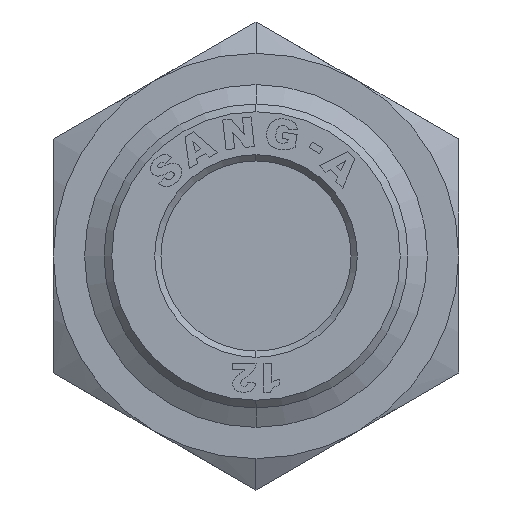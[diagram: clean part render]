
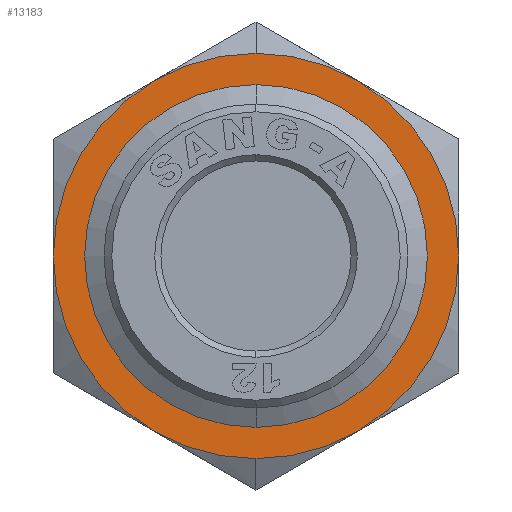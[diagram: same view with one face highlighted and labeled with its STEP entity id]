
A CAD part, left-side view. The second image highlights one B-rep face of the part: STEP entity #13183.
In plain terms, the highlighted face is planar.
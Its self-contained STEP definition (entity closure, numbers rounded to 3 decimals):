
#363=CARTESIAN_POINT('',(-10.993,0.,-18.78));
#364=VERTEX_POINT('',#363);
#372=CARTESIAN_POINT('',(10.993,0.,-18.78));
#373=VERTEX_POINT('',#372);
#380=CARTESIAN_POINT('',(0.,0.,-18.78));
#381=DIRECTION('',(0.0,0.0,-1.0));
#382=DIRECTION('',(-1.0,0.0,0.0));
#383=AXIS2_PLACEMENT_3D('',#380,#381,#382);
#384=CIRCLE('',#383,10.993);
#385=EDGE_CURVE('',#373,#364,#384,.T.);
#707=CARTESIAN_POINT('',(-13.,0.,-18.78));
#708=VERTEX_POINT('',#707);
#717=CARTESIAN_POINT('',(-11.258,-6.5,-18.78));
#718=VERTEX_POINT('',#717);
#719=CARTESIAN_POINT('',(0.,0.,-18.78));
#720=DIRECTION('',(0.0,0.0,-1.0));
#721=DIRECTION('',(-1.0,0.0,0.0));
#722=AXIS2_PLACEMENT_3D('',#719,#720,#721);
#723=CIRCLE('',#722,13.);
#724=EDGE_CURVE('',#718,#708,#723,.T.);
#749=CARTESIAN_POINT('',(13.,0.,-18.78));
#750=VERTEX_POINT('',#749);
#757=CARTESIAN_POINT('',(11.258,-6.5,-18.78));
#758=VERTEX_POINT('',#757);
#772=CARTESIAN_POINT('',(0.,0.,-18.78));
#773=DIRECTION('',(0.0,0.0,-1.0));
#774=DIRECTION('',(-1.0,0.0,0.0));
#775=AXIS2_PLACEMENT_3D('',#772,#773,#774);
#776=CIRCLE('',#775,13.);
#777=EDGE_CURVE('',#750,#758,#776,.T.);
#13114=CARTESIAN_POINT('',(7.506,-13.,-18.78));
#13115=DIRECTION('',(0.0,0.0,1.0));
#13116=DIRECTION('',(-1.0,0.0,0.0));
#13117=AXIS2_PLACEMENT_3D('',#13114,#13115,#13116);
#13118=PLANE('',#13117);
#13119=CARTESIAN_POINT('',(0.,-13.,-18.78));
#13120=VERTEX_POINT('',#13119);
#13121=CARTESIAN_POINT('',(0.,0.,-18.78));
#13122=DIRECTION('',(0.0,0.0,-1.0));
#13123=DIRECTION('',(-1.0,0.0,0.0));
#13124=AXIS2_PLACEMENT_3D('',#13121,#13122,#13123);
#13125=CIRCLE('',#13124,13.);
#13126=EDGE_CURVE('',#758,#13120,#13125,.T.);
#13127=ORIENTED_EDGE('',*,*,#13126,.T.);
#13128=CARTESIAN_POINT('',(0.,0.,-18.78));
#13129=DIRECTION('',(0.0,0.0,-1.0));
#13130=DIRECTION('',(-1.0,0.0,0.0));
#13131=AXIS2_PLACEMENT_3D('',#13128,#13129,#13130);
#13132=CIRCLE('',#13131,13.);
#13133=EDGE_CURVE('',#13120,#718,#13132,.T.);
#13134=ORIENTED_EDGE('',*,*,#13133,.T.);
#13135=ORIENTED_EDGE('',*,*,#724,.T.);
#13136=CARTESIAN_POINT('',(-11.258,6.5,-18.78));
#13137=VERTEX_POINT('',#13136);
#13138=CARTESIAN_POINT('',(0.,0.,-18.78));
#13139=DIRECTION('',(0.0,0.0,-1.0));
#13140=DIRECTION('',(-1.0,0.0,0.0));
#13141=AXIS2_PLACEMENT_3D('',#13138,#13139,#13140);
#13142=CIRCLE('',#13141,13.);
#13143=EDGE_CURVE('',#708,#13137,#13142,.T.);
#13144=ORIENTED_EDGE('',*,*,#13143,.T.);
#13145=CARTESIAN_POINT('',(0.,13.,-18.78));
#13146=VERTEX_POINT('',#13145);
#13147=CARTESIAN_POINT('',(0.,0.,-18.78));
#13148=DIRECTION('',(0.0,0.0,-1.0));
#13149=DIRECTION('',(-1.0,0.0,0.0));
#13150=AXIS2_PLACEMENT_3D('',#13147,#13148,#13149);
#13151=CIRCLE('',#13150,13.);
#13152=EDGE_CURVE('',#13137,#13146,#13151,.T.);
#13153=ORIENTED_EDGE('',*,*,#13152,.T.);
#13154=CARTESIAN_POINT('',(11.258,6.5,-18.78));
#13155=VERTEX_POINT('',#13154);
#13156=CARTESIAN_POINT('',(0.,0.,-18.78));
#13157=DIRECTION('',(0.0,0.0,-1.0));
#13158=DIRECTION('',(-1.0,0.0,0.0));
#13159=AXIS2_PLACEMENT_3D('',#13156,#13157,#13158);
#13160=CIRCLE('',#13159,13.);
#13161=EDGE_CURVE('',#13146,#13155,#13160,.T.);
#13162=ORIENTED_EDGE('',*,*,#13161,.T.);
#13163=CARTESIAN_POINT('',(0.,0.,-18.78));
#13164=DIRECTION('',(0.0,0.0,-1.0));
#13165=DIRECTION('',(-1.0,0.0,0.0));
#13166=AXIS2_PLACEMENT_3D('',#13163,#13164,#13165);
#13167=CIRCLE('',#13166,13.);
#13168=EDGE_CURVE('',#13155,#750,#13167,.T.);
#13169=ORIENTED_EDGE('',*,*,#13168,.T.);
#13170=ORIENTED_EDGE('',*,*,#777,.T.);
#13171=EDGE_LOOP('',(#13127,#13134,#13135,#13144,#13153,#13162,#13169,#13170));
#13172=FACE_OUTER_BOUND('',#13171,.T.);
#13173=ORIENTED_EDGE('',*,*,#385,.F.);
#13174=CARTESIAN_POINT('',(0.,0.,-18.78));
#13175=DIRECTION('',(0.0,0.0,-1.0));
#13176=DIRECTION('',(-1.0,0.0,0.0));
#13177=AXIS2_PLACEMENT_3D('',#13174,#13175,#13176);
#13178=CIRCLE('',#13177,10.993);
#13179=EDGE_CURVE('',#364,#373,#13178,.T.);
#13180=ORIENTED_EDGE('',*,*,#13179,.F.);
#13181=EDGE_LOOP('',(#13173,#13180));
#13182=FACE_BOUND('',#13181,.T.);
#13183=ADVANCED_FACE('',(#13172,#13182),#13118,.F.);
